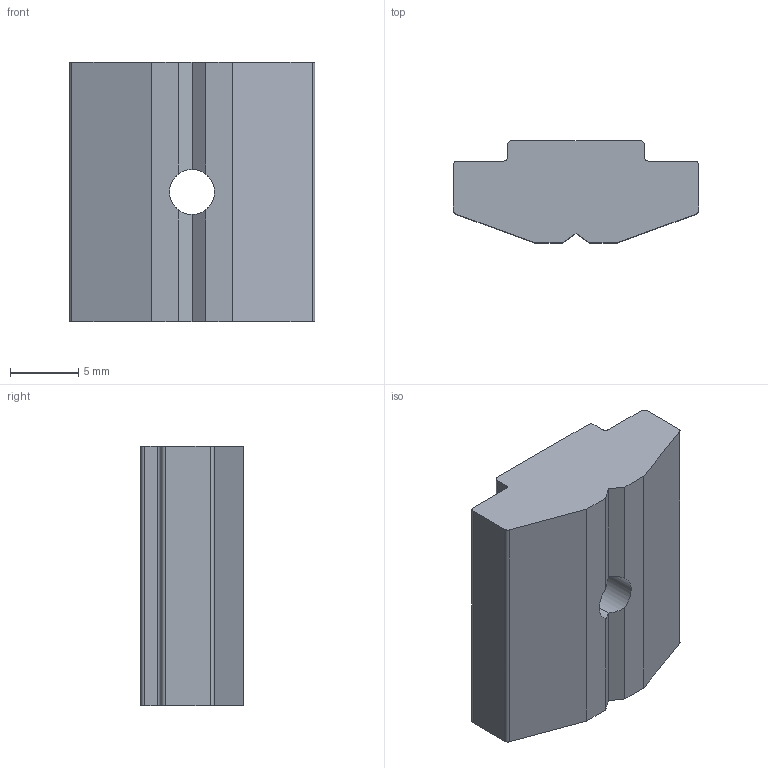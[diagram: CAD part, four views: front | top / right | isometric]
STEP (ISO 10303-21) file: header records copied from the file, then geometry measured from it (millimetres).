
FILE_DESCRIPTION (( 'STEP AP214' ), '1' );
FILE_NAME ('096134.STEP', '2014-08-18T10:48:41', ( '' ), ( '' ), 'SwSTEP 2.0', 'SolidWorks 2014', '' );
FILE_SCHEMA (( 'AUTOMOTIVE_DESIGN' ));
Length unit declared in the file: millimetre
Products named in the file (1): 096134
Bounding box: 18 x 7.5 x 19 mm (x, y, z)
Volume: 2008.1 mm3; surface area: 1167.5 mm2
Topology: 1 solids, 1 shells, 27 faces, 76 edges, 50 vertices
Faces by surface type: plane 17, cylinder 10
Entity records: 934 total; most frequent: CARTESIAN_POINT 166, ORIENTED_EDGE 152, DIRECTION 148, EDGE_CURVE 76, VECTOR 52, LINE 52, VERTEX_POINT 50, AXIS2_PLACEMENT_3D 48
